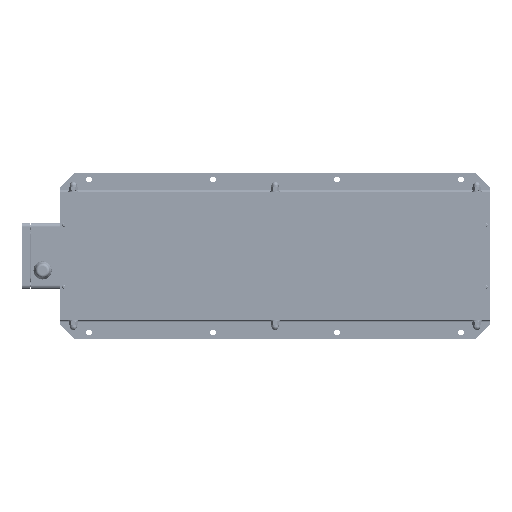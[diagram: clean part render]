
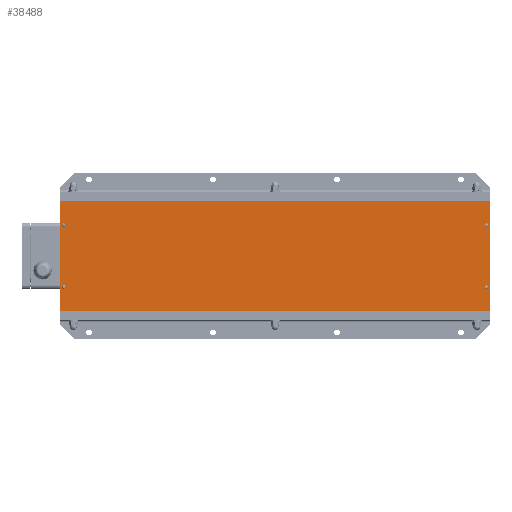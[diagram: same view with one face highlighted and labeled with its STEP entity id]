
A CAD part, front view. The second image highlights one B-rep face of the part: STEP entity #38488.
In plain terms, the highlighted face is planar.
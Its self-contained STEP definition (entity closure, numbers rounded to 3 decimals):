
#3570=FACE_BOUND('',#7752,.T.);
#3571=FACE_BOUND('',#7753,.T.);
#3572=FACE_BOUND('',#7754,.T.);
#3573=FACE_BOUND('',#7755,.T.);
#3901=PLANE('',#41754);
#5640=FACE_OUTER_BOUND('',#7751,.T.);
#7751=EDGE_LOOP('',(#27676,#27677,#27678,#27679));
#7752=EDGE_LOOP('',(#27680));
#7753=EDGE_LOOP('',(#27681));
#7754=EDGE_LOOP('',(#27682));
#7755=EDGE_LOOP('',(#27683));
#10173=LINE('',#58133,#13609);
#10177=LINE('',#58141,#13613);
#10180=LINE('',#58147,#13616);
#10183=LINE('',#58152,#13619);
#13609=VECTOR('',#46109,10.);
#13613=VECTOR('',#46115,10.);
#13616=VECTOR('',#46120,10.);
#13619=VECTOR('',#46125,10.);
#17035=CIRCLE('',#41726,4.);
#17037=CIRCLE('',#41729,4.);
#17039=CIRCLE('',#41732,4.);
#17041=CIRCLE('',#41735,4.);
#18630=VERTEX_POINT('',#58080);
#18632=VERTEX_POINT('',#58086);
#18634=VERTEX_POINT('',#58092);
#18636=VERTEX_POINT('',#58098);
#18647=VERTEX_POINT('',#58131);
#18648=VERTEX_POINT('',#58132);
#18651=VERTEX_POINT('',#58140);
#18653=VERTEX_POINT('',#58146);
#22191=EDGE_CURVE('',#18630,#18630,#17035,.T.);
#22194=EDGE_CURVE('',#18632,#18632,#17037,.T.);
#22197=EDGE_CURVE('',#18634,#18634,#17039,.T.);
#22200=EDGE_CURVE('',#18636,#18636,#17041,.T.);
#22215=EDGE_CURVE('',#18647,#18648,#10173,.T.);
#22219=EDGE_CURVE('',#18648,#18651,#10177,.T.);
#22222=EDGE_CURVE('',#18651,#18653,#10180,.T.);
#22225=EDGE_CURVE('',#18653,#18647,#10183,.T.);
#27676=ORIENTED_EDGE('',*,*,#22215,.F.);
#27677=ORIENTED_EDGE('',*,*,#22225,.F.);
#27678=ORIENTED_EDGE('',*,*,#22222,.F.);
#27679=ORIENTED_EDGE('',*,*,#22219,.F.);
#27680=ORIENTED_EDGE('',*,*,#22191,.T.);
#27681=ORIENTED_EDGE('',*,*,#22194,.T.);
#27682=ORIENTED_EDGE('',*,*,#22197,.T.);
#27683=ORIENTED_EDGE('',*,*,#22200,.T.);
#38488=ADVANCED_FACE('',(#5640,#3570,#3571,#3572,#3573),#3901,.T.);
#41726=AXIS2_PLACEMENT_3D('',#58081,#46051,#46052);
#41729=AXIS2_PLACEMENT_3D('',#58087,#46058,#46059);
#41732=AXIS2_PLACEMENT_3D('',#58093,#46065,#46066);
#41735=AXIS2_PLACEMENT_3D('',#58099,#46072,#46073);
#41754=AXIS2_PLACEMENT_3D('',#58155,#46129,#46130);
#46051=DIRECTION('center_axis',(0.,0.,-1.));
#46052=DIRECTION('ref_axis',(1.,0.,0.));
#46058=DIRECTION('center_axis',(0.,0.,-1.));
#46059=DIRECTION('ref_axis',(1.,0.,0.));
#46065=DIRECTION('center_axis',(0.,0.,-1.));
#46066=DIRECTION('ref_axis',(1.,0.,0.));
#46072=DIRECTION('center_axis',(0.,0.,-1.));
#46073=DIRECTION('ref_axis',(1.,0.,0.));
#46109=DIRECTION('',(0.,1.,0.));
#46115=DIRECTION('',(1.,0.,0.));
#46120=DIRECTION('',(0.,-1.,0.));
#46125=DIRECTION('',(-1.,0.,0.));
#46129=DIRECTION('center_axis',(0.,0.,1.));
#46130=DIRECTION('ref_axis',(1.,0.,0.));
#58080=CARTESIAN_POINT('',(507.,-75.,18.));
#58081=CARTESIAN_POINT('Origin',(511.,-75.,18.));
#58086=CARTESIAN_POINT('',(-515.,75.,18.));
#58087=CARTESIAN_POINT('Origin',(-511.,75.,18.));
#58092=CARTESIAN_POINT('',(-515.,-75.,18.));
#58093=CARTESIAN_POINT('Origin',(-511.,-75.,18.));
#58098=CARTESIAN_POINT('',(507.,75.,18.));
#58099=CARTESIAN_POINT('Origin',(511.,75.,18.));
#58131=CARTESIAN_POINT('',(-520.,-132.,18.));
#58132=CARTESIAN_POINT('',(-520.,132.,18.));
#58133=CARTESIAN_POINT('',(-520.,132.,18.));
#58140=CARTESIAN_POINT('',(520.,132.,18.));
#58141=CARTESIAN_POINT('',(520.,132.,18.));
#58146=CARTESIAN_POINT('',(520.,-132.,18.));
#58147=CARTESIAN_POINT('',(520.,-132.,18.));
#58152=CARTESIAN_POINT('',(-520.,-132.,18.));
#58155=CARTESIAN_POINT('Origin',(0.,0.,
18.));
